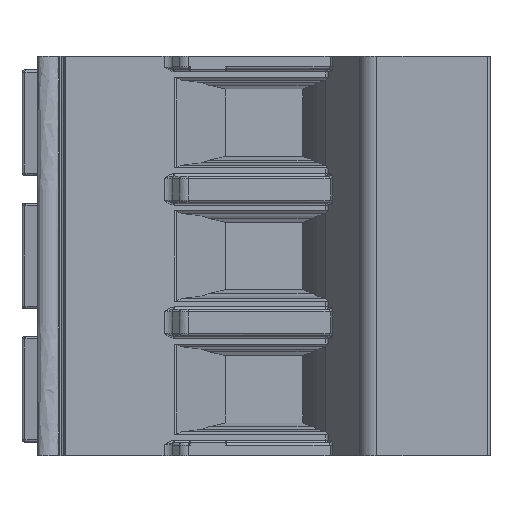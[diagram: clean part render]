
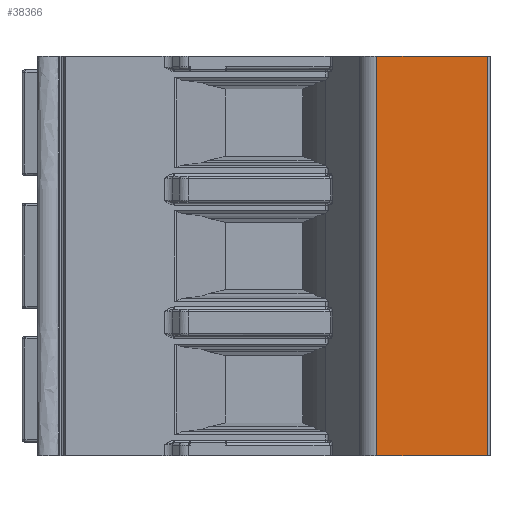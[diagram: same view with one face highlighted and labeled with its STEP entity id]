
A CAD part, left-side view. The second image highlights one B-rep face of the part: STEP entity #38366.
In plain terms, the highlighted planar face has unit normal (-1, 0, 0).
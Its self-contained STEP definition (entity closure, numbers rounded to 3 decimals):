
#2512=DIRECTION('',(0.,0.,-1.));
#2513=VECTOR('',#2512,33.75);
#2514=CARTESIAN_POINT('',(-22.75,-26.347,5.625));
#2515=LINE('',#2514,#2513);
#2524=DIRECTION('',(0.,0.,1.));
#2525=VECTOR('',#2524,33.75);
#2526=CARTESIAN_POINT('',(-22.75,-35.7,-28.125));
#2527=LINE('',#2526,#2525);
#3612=DIRECTION('',(0.,-1.,0.));
#3613=VECTOR('',#3612,9.353);
#3614=CARTESIAN_POINT('',(-22.75,-26.347,5.625));
#3615=LINE('',#3614,#3613);
#3817=DIRECTION('',(0.,-1.,0.));
#3818=VECTOR('',#3817,9.353);
#3819=CARTESIAN_POINT('',(-22.75,-26.347,-28.125));
#3820=LINE('',#3819,#3818);
#33400=CARTESIAN_POINT('',(-22.75,-35.7,5.625));
#33402=VERTEX_POINT('',#33400);
#33404=CARTESIAN_POINT('',(-22.75,-26.347,5.625));
#33405=VERTEX_POINT('',#33404);
#33650=CARTESIAN_POINT('',(-22.75,-35.7,-28.125));
#33652=VERTEX_POINT('',#33650);
#33653=CARTESIAN_POINT('',(-22.75,-26.347,-28.125));
#33654=VERTEX_POINT('',#33653);
#38352=CARTESIAN_POINT('',(-22.75,-25.217,-5.625));
#38353=DIRECTION('',(-1.,0.,0.));
#38354=DIRECTION('',(0.,-1.,0.));
#38355=AXIS2_PLACEMENT_3D('',#38352,#38353,#38354);
#38356=PLANE('',#38355);
#38358=ORIENTED_EDGE('',*,*,#38357,.F.);
#38360=ORIENTED_EDGE('',*,*,#38359,.F.);
#38361=ORIENTED_EDGE('',*,*,#38342,.F.);
#38363=ORIENTED_EDGE('',*,*,#38362,.T.);
#38364=EDGE_LOOP('',(#38358,#38360,#38361,#38363));
#38365=FACE_OUTER_BOUND('',#38364,.F.);
#38366=ADVANCED_FACE('',(#38365),#38356,.T.);
#38342=EDGE_CURVE('',#33405,#33654,#2515,.T.);
#38357=EDGE_CURVE('',#33652,#33402,#2527,.T.);
#38359=EDGE_CURVE('',#33654,#33652,#3820,.T.);
#38362=EDGE_CURVE('',#33405,#33402,#3615,.T.);
